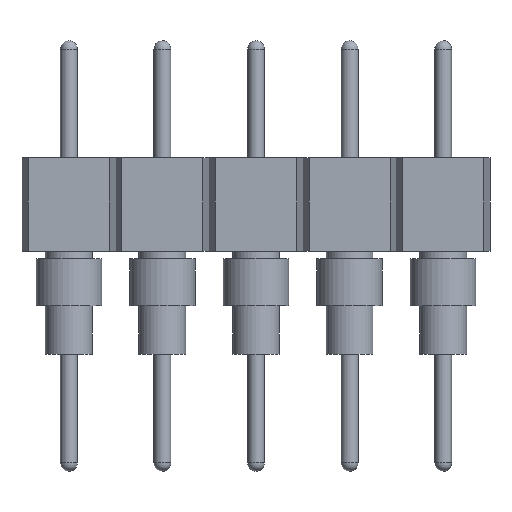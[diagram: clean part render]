
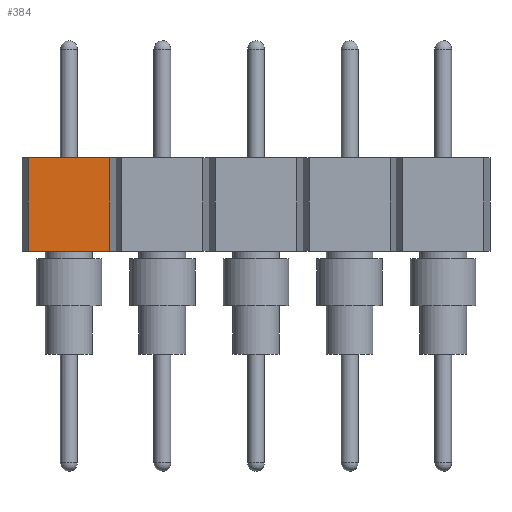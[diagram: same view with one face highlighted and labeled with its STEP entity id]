
A CAD part, front view. The second image highlights one B-rep face of the part: STEP entity #384.
In plain terms, the highlighted planar face has unit normal (0, -1, 0).
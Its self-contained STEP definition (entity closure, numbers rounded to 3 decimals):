
#358 = VERTEX_POINT('',#359);
#359 = CARTESIAN_POINT('',(-6.18,-1.219,2.9));
#365 = EDGE_CURVE('',#366,#358,#368,.T.);
#366 = VERTEX_POINT('',#367);
#367 = CARTESIAN_POINT('',(-6.18,-1.219,5.44));
#368 = LINE('',#369,#370);
#369 = CARTESIAN_POINT('',(-6.18,-1.219,5.44));
#370 = VECTOR('',#371,1.);
#371 = DIRECTION('',(0.,0.,-1.));
#384 = ADVANCED_FACE('',(#385),#410,.F.);
#385 = FACE_BOUND('',#386,.T.);
#386 = EDGE_LOOP('',(#387,#395,#403,#409));
#387 = ORIENTED_EDGE('',*,*,#388,.T.);
#388 = EDGE_CURVE('',#358,#389,#391,.T.);
#389 = VERTEX_POINT('',#390);
#390 = CARTESIAN_POINT('',(-3.98,-1.219,2.9));
#391 = LINE('',#392,#393);
#392 = CARTESIAN_POINT('',(-6.18,-1.219,2.9));
#393 = VECTOR('',#394,1.);
#394 = DIRECTION('',(1.,0.,0.));
#395 = ORIENTED_EDGE('',*,*,#396,.F.);
#396 = EDGE_CURVE('',#397,#389,#399,.T.);
#397 = VERTEX_POINT('',#398);
#398 = CARTESIAN_POINT('',(-3.98,-1.219,5.44));
#399 = LINE('',#400,#401);
#400 = CARTESIAN_POINT('',(-3.98,-1.219,5.44));
#401 = VECTOR('',#402,1.);
#402 = DIRECTION('',(0.,0.,-1.));
#403 = ORIENTED_EDGE('',*,*,#404,.F.);
#404 = EDGE_CURVE('',#366,#397,#405,.T.);
#405 = LINE('',#406,#407);
#406 = CARTESIAN_POINT('',(-6.18,-1.219,5.44));
#407 = VECTOR('',#408,1.);
#408 = DIRECTION('',(1.,0.,0.));
#409 = ORIENTED_EDGE('',*,*,#365,.T.);
#410 = PLANE('',#411);
#411 = AXIS2_PLACEMENT_3D('',#412,#413,#414);
#412 = CARTESIAN_POINT('',(-6.18,-1.219,5.44));
#413 = DIRECTION('',(0.,1.,0.));
#414 = DIRECTION('',(-1.,-0.,0.));
